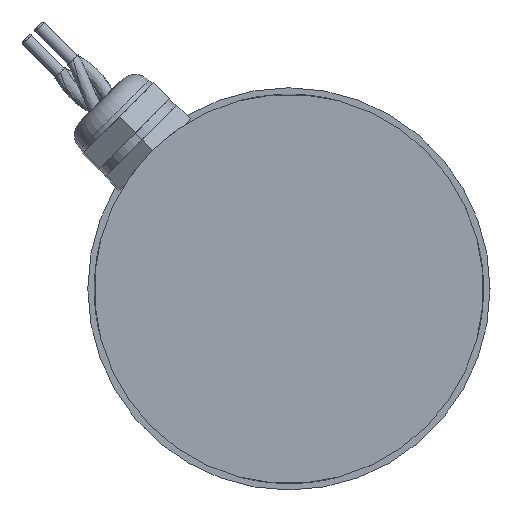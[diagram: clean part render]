
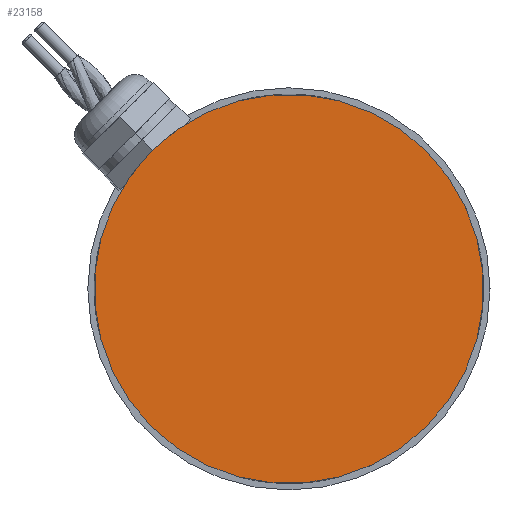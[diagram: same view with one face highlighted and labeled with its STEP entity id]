
A CAD part, left-side view. The second image highlights one B-rep face of the part: STEP entity #23158.
In plain terms, the highlighted planar face has unit normal (-1, 0, 0).
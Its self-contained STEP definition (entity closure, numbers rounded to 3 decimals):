
#5209 = FACE_OUTER_BOUND ( 'NONE', #6629, .T. ) ;
#6629 = EDGE_LOOP ( 'NONE', ( #9368, #21875 ) ) ;
#7833 = AXIS2_PLACEMENT_3D ( 'NONE', #11067, #12921, #23896 ) ;
#8092 = CIRCLE ( 'NONE', #18465, 50.8 ) ;
#9000 = PLANE ( 'NONE',  #7833 ) ;
#9368 = ORIENTED_EDGE ( 'NONE', *, *, #22677, .F. ) ;
#10109 = CARTESIAN_POINT ( 'NONE',  ( -196.72, 0., 0. ) ) ;
#10642 = CIRCLE ( 'NONE', #11688, 50.8 ) ;
#11067 = CARTESIAN_POINT ( 'NONE',  ( -196.72, 0., 0. ) ) ;
#11437 = CARTESIAN_POINT ( 'NONE',  ( -196.72, -35.921, -35.921 ) ) ;
#11688 = AXIS2_PLACEMENT_3D ( 'NONE', #10109, #17339, #13482 ) ;
#12921 = DIRECTION ( 'NONE',  ( 1., 0., 0. ) ) ;
#13482 = DIRECTION ( 'NONE',  ( 0., 0.707, 0.707 ) ) ;
#15042 = CARTESIAN_POINT ( 'NONE',  ( -196.72, 0., 0. ) ) ;
#16813 = DIRECTION ( 'NONE',  ( 0., 0.707, 0.707 ) ) ;
#17339 = DIRECTION ( 'NONE',  ( 1., 0., 0. ) ) ;
#18465 = AXIS2_PLACEMENT_3D ( 'NONE', #15042, #20553, #16813 ) ;
#18897 = CARTESIAN_POINT ( 'NONE',  ( -196.72, 35.921, 35.921 ) ) ;
#20553 = DIRECTION ( 'NONE',  ( 1., 0., 0. ) ) ;
#20827 = VERTEX_POINT ( 'NONE', #18897 ) ;
#21875 = ORIENTED_EDGE ( 'NONE', *, *, #23406, .F. ) ;
#22677 = EDGE_CURVE ( 'NONE', #23899, #20827, #8092, .T. ) ;
#23158 = ADVANCED_FACE ( 'NONE', ( #5209 ), #9000, .F. ) ;
#23406 = EDGE_CURVE ( 'NONE', #20827, #23899, #10642, .T. ) ;
#23896 = DIRECTION ( 'NONE',  ( 0., 0.707, 0.707 ) ) ;
#23899 = VERTEX_POINT ( 'NONE', #11437 ) ;
